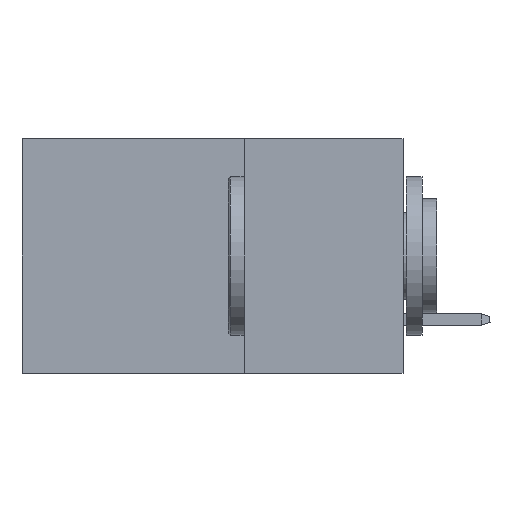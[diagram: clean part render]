
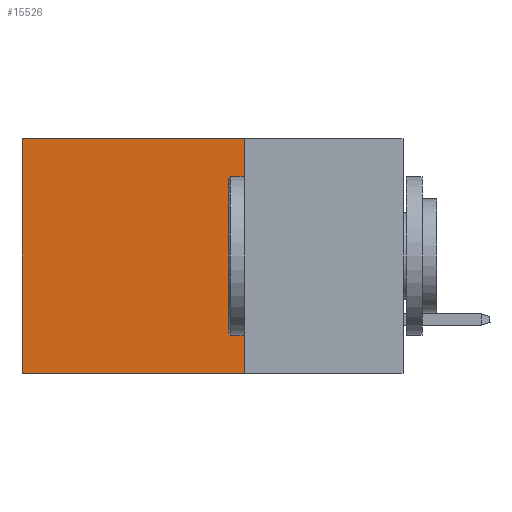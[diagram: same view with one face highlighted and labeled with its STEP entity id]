
A CAD part, left-side view. The second image highlights one B-rep face of the part: STEP entity #15526.
In plain terms, the highlighted planar face has unit normal (-1, 0, 0).
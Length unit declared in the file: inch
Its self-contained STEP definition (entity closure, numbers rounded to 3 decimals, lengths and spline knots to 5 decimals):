
#1515 = DIRECTION ( 'NONE',  ( 0., 1., 0. ) ) ;
#3809 = CARTESIAN_POINT ( 'NONE',  ( 0.2875, 0.6, -0.37 ) ) ;
#5101 = VECTOR ( 'NONE', #28598, 39.37008 ) ;
#5125 = EDGE_CURVE ( 'NONE', #6670, #16057, #28811, .T. ) ;
#5392 = CARTESIAN_POINT ( 'NONE',  ( 0.2875, 0.25, -0.37 ) ) ;
#5502 = DIRECTION ( 'NONE',  ( 0., 0., -1. ) ) ;
#5999 = VERTEX_POINT ( 'NONE', #26033 ) ;
#6670 = VERTEX_POINT ( 'NONE', #14112 ) ;
#7660 = DIRECTION ( 'NONE',  ( 0., 1., 0. ) ) ;
#11066 = VECTOR ( 'NONE', #19153, 39.37008 ) ;
#11674 = VERTEX_POINT ( 'NONE', #5392 ) ;
#12632 = EDGE_CURVE ( 'NONE', #5999, #6670, #14953, .T. ) ;
#13829 = VECTOR ( 'NONE', #7660, 39.37008 ) ;
#14112 = CARTESIAN_POINT ( 'NONE',  ( 0.2875, 0.6, 0. ) ) ;
#14285 = AXIS2_PLACEMENT_3D ( 'NONE', #16714, #24557, #5502 ) ;
#14953 = LINE ( 'NONE', #21634, #27688 ) ;
#15526 = ADVANCED_FACE ( 'NONE', ( #18823 ), #18966, .F. ) ;
#15940 = EDGE_CURVE ( 'NONE', #5999, #11674, #19389, .T. ) ;
#16057 = VERTEX_POINT ( 'NONE', #3809 ) ;
#16714 = CARTESIAN_POINT ( 'NONE',  ( 0.2875, 0.25, 0. ) ) ;
#16772 = CARTESIAN_POINT ( 'NONE',  ( 0.2875, 0.25, -0.37 ) ) ;
#17092 = ORIENTED_EDGE ( 'NONE', *, *, #28061, .F. ) ;
#18823 = FACE_OUTER_BOUND ( 'NONE', #29327, .T. ) ;
#18966 = PLANE ( 'NONE',  #14285 ) ;
#19153 = DIRECTION ( 'NONE',  ( 0., 0., -1. ) ) ;
#19389 = LINE ( 'NONE', #21810, #5101 ) ;
#19749 = CARTESIAN_POINT ( 'NONE',  ( 0.2875, 0.6, 0. ) ) ;
#21167 = ORIENTED_EDGE ( 'NONE', *, *, #12632, .T. ) ;
#21634 = CARTESIAN_POINT ( 'NONE',  ( 0.2875, 0.25, 0. ) ) ;
#21810 = CARTESIAN_POINT ( 'NONE',  ( 0.2875, 0.25, 0. ) ) ;
#22544 = ORIENTED_EDGE ( 'NONE', *, *, #15940, .F. ) ;
#24557 = DIRECTION ( 'NONE',  ( 1., 0., 0. ) ) ;
#24723 = ORIENTED_EDGE ( 'NONE', *, *, #5125, .T. ) ;
#26033 = CARTESIAN_POINT ( 'NONE',  ( 0.2875, 0.25, 0. ) ) ;
#27688 = VECTOR ( 'NONE', #1515, 39.37008 ) ;
#28061 = EDGE_CURVE ( 'NONE', #11674, #16057, #28103, .T. ) ;
#28103 = LINE ( 'NONE', #16772, #13829 ) ;
#28598 = DIRECTION ( 'NONE',  ( 0., 0., -1. ) ) ;
#28811 = LINE ( 'NONE', #19749, #11066 ) ;
#29327 = EDGE_LOOP ( 'NONE', ( #24723, #17092, #22544, #21167 ) ) ;
